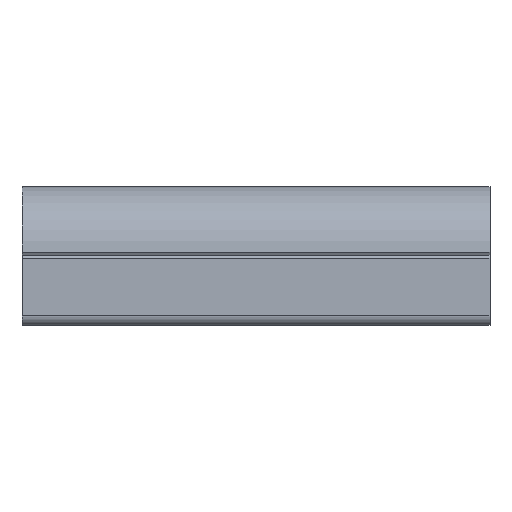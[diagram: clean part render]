
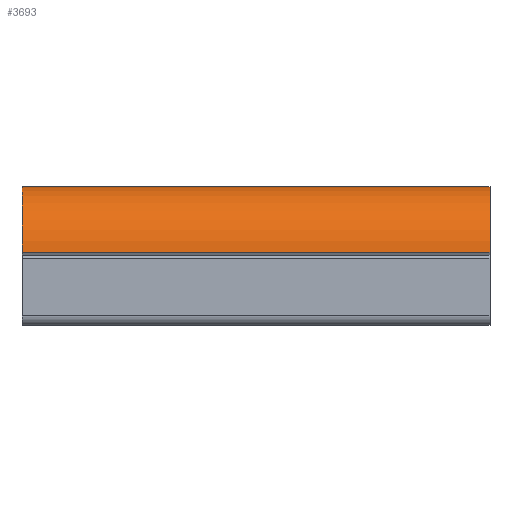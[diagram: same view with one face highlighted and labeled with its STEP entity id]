
A CAD part, top view. The second image highlights one B-rep face of the part: STEP entity #3693.
In plain terms, the highlighted cylindrical face has radius 22 mm (diameter 44 mm), a partial arc.
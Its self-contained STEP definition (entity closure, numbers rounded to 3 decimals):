
#56 = AXIS2_PLACEMENT_3D ( 'NONE', #2810, #2811, #2812 ) ;
#59 = AXIS2_PLACEMENT_3D ( 'NONE', #2832, #2839, #2840 ) ;
#130 = AXIS2_PLACEMENT_3D ( 'NONE', #3415, #3400, #3404 ) ;
#436 = EDGE_CURVE ( 'NONE', #2103, #2140, #1738, .T. ) ;
#437 = EDGE_CURVE ( 'NONE', #2103, #2127, #1747, .T. ) ;
#446 = EDGE_CURVE ( 'NONE', #2127, #2139, #1746, .T. ) ;
#448 = EDGE_CURVE ( 'NONE', #2139, #2140, #1767, .T. ) ;
#1319 = EDGE_LOOP ( 'NONE', ( #1367, #1375, #1381, #1377 ) ) ;
#1367 = ORIENTED_EDGE ( 'NONE', *, *, #437, .F. ) ;
#1375 = ORIENTED_EDGE ( 'NONE', *, *, #436, .T. ) ;
#1377 = ORIENTED_EDGE ( 'NONE', *, *, #446, .F. ) ;
#1381 = ORIENTED_EDGE ( 'NONE', *, *, #448, .F. ) ;
#1732 = VECTOR ( 'NONE', #2809, 1000. ) ;
#1738 = LINE ( 'NONE', #2808, #1732 ) ;
#1746 = LINE ( 'NONE', #2828, #1761 ) ;
#1747 = CIRCLE ( 'NONE', #56, 22. ) ;
#1761 = VECTOR ( 'NONE', #2833, 1000. ) ;
#1767 = CIRCLE ( 'NONE', #59, 22. ) ;
#1972 = FACE_OUTER_BOUND ( 'NONE', #1319, .T. ) ;
#1975 = CYLINDRICAL_SURFACE ( 'NONE', #130, 22. ) ;
#2103 = VERTEX_POINT ( 'NONE', #3040 ) ;
#2127 = VERTEX_POINT ( 'NONE', #3064 ) ;
#2139 = VERTEX_POINT ( 'NONE', #3076 ) ;
#2140 = VERTEX_POINT ( 'NONE', #3077 ) ;
#2808 = CARTESIAN_POINT ( 'NONE',  ( -213.276, 0.917, 21.982 ) ) ;
#2809 = DIRECTION ( 'NONE',  ( 1., 0., 0. ) ) ;
#2810 = CARTESIAN_POINT ( 'NONE',  ( -150., 0.002, 0.001 ) ) ;
#2811 = DIRECTION ( 'NONE',  ( -1., 0., 0. ) ) ;
#2812 = DIRECTION ( 'NONE',  ( 0., 0., -1. ) ) ;
#2828 = CARTESIAN_POINT ( 'NONE',  ( -213.276, 21.983, 0.918 ) ) ;
#2832 = CARTESIAN_POINT ( 'NONE',  ( 0., 0.002, 0.001 ) ) ;
#2833 = DIRECTION ( 'NONE',  ( 1., 0., 0. ) ) ;
#2839 = DIRECTION ( 'NONE',  ( 1., 0., 0. ) ) ;
#2840 = DIRECTION ( 'NONE',  ( 0., 0., -1. ) ) ;
#3040 = CARTESIAN_POINT ( 'NONE',  ( -150., 0.917, 21.982 ) ) ;
#3064 = CARTESIAN_POINT ( 'NONE',  ( -150., 21.983, 0.918 ) ) ;
#3076 = CARTESIAN_POINT ( 'NONE',  ( 0., 21.983, 0.918 ) ) ;
#3077 = CARTESIAN_POINT ( 'NONE',  ( 0., 0.917, 21.982 ) ) ;
#3400 = DIRECTION ( 'NONE',  ( 1., 0., 0. ) ) ;
#3404 = DIRECTION ( 'NONE',  ( 0., 0., -1. ) ) ;
#3415 = CARTESIAN_POINT ( 'NONE',  ( -213.276, 0.002, 0.001 ) ) ;
#3693 = ADVANCED_FACE ( 'NONE', ( #1972 ), #1975, .T. ) ;
